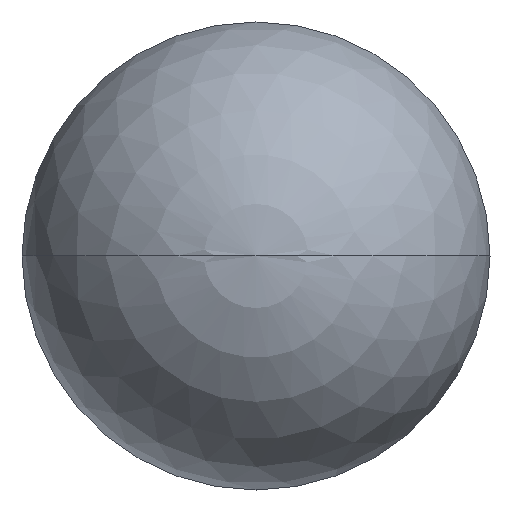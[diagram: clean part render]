
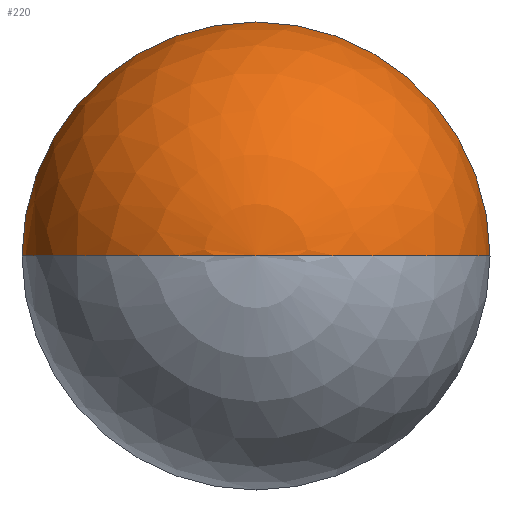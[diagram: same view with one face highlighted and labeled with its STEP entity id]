
A CAD part, left-side view. The second image highlights one B-rep face of the part: STEP entity #220.
In plain terms, the highlighted spherical face has radius 1.7 mm.
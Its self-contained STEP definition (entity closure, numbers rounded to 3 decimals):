
#220=ADVANCED_FACE('',(#497),#498,.T.);
#226=VERTEX_POINT('',#504);
#248=VERTEX_POINT('',#529);
#344=EDGE_CURVE('',#226,#248,#635,.T.);
#388=VERTEX_POINT('',#685);
#406=EDGE_CURVE('',#388,#226,#706,.T.);
#418=EDGE_CURVE('',#248,#388,#721,.T.);
#497=FACE_OUTER_BOUND('',#808,.T.);
#498=SPHERICAL_SURFACE('',#809,1.7);
#504=CARTESIAN_POINT('',(1.7,1.7,0.));
#529=CARTESIAN_POINT('',(1.7,-1.7,0.));
#635=CIRCLE('',#970,1.7);
#685=CARTESIAN_POINT('',(0.,0.,0.));
#706=CIRCLE('',#1056,1.7);
#721=CIRCLE('',#1073,1.7);
#808=EDGE_LOOP('',(#1136,#1137,#1138));
#809=AXIS2_PLACEMENT_3D('',#1139,#1140,#1141);
#970=AXIS2_PLACEMENT_3D('',#1328,#1329,#1330);
#1056=AXIS2_PLACEMENT_3D('',#1438,#1439,#1440);
#1073=AXIS2_PLACEMENT_3D('',#1468,#1469,#1470);
#1136=ORIENTED_EDGE('',*,*,#406,.F.);
#1137=ORIENTED_EDGE('',*,*,#418,.F.);
#1138=ORIENTED_EDGE('',*,*,#344,.F.);
#1139=CARTESIAN_POINT('',(1.7,0.,0.));
#1140=DIRECTION('',(1.0,0.,0.));
#1141=DIRECTION('',(0.,1.0,0.));
#1328=CARTESIAN_POINT('',(1.7,0.,0.));
#1329=DIRECTION('',(1.0,0.,0.));
#1330=DIRECTION('',(0.,1.0,0.));
#1438=CARTESIAN_POINT('',(1.7,0.,0.));
#1439=DIRECTION('',(0.,0.,-1.0));
#1440=DIRECTION('',(0.0,-1.0,0.));
#1468=CARTESIAN_POINT('',(1.7,0.,0.));
#1469=DIRECTION('',(0.,0.,-1.0));
#1470=DIRECTION('',(0.0,-1.0,0.));
